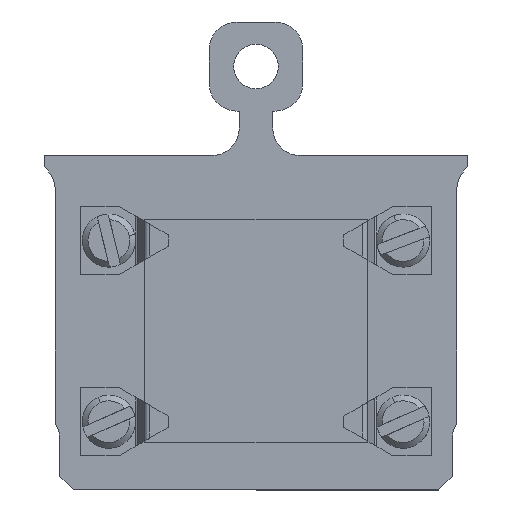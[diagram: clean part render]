
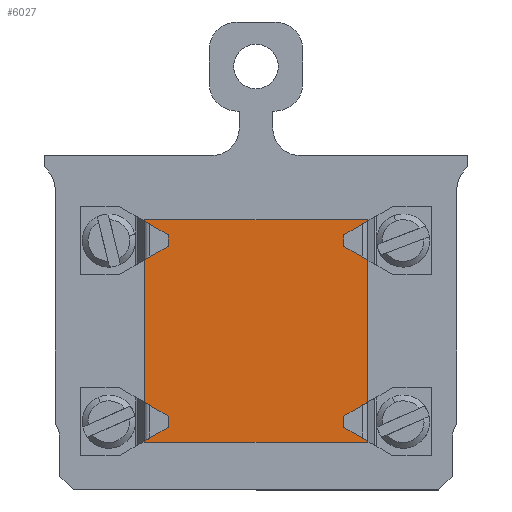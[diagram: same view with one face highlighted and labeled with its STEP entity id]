
A CAD part, top view. The second image highlights one B-rep face of the part: STEP entity #6027.
In plain terms, the highlighted planar face has unit normal (0, 0, 1).
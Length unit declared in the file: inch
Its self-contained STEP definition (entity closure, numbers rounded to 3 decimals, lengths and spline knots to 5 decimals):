
#511 = EDGE_CURVE ( 'NONE', #3369, #3363, #4418, .T. ) ;
#537 = EDGE_CURVE ( 'NONE', #3159, #3369, #4354, .T. ) ;
#554 = EDGE_CURVE ( 'NONE', #2712, #3159, #4325, .T. ) ;
#622 = EDGE_CURVE ( 'NONE', #3363, #2712, #6417, .T. ) ;
#1415 = AXIS2_PLACEMENT_3D ( 'NONE', #5613, #5357, #5032 ) ;
#2489 = FACE_OUTER_BOUND ( 'NONE', #3942, .T. ) ;
#2588 = CARTESIAN_POINT ( 'NONE',  ( -0.19685, 0.084, 0.05906 ) ) ;
#2653 = CARTESIAN_POINT ( 'NONE',  ( -0.19685, 0.4777, 0.05906 ) ) ;
#2712 = VERTEX_POINT ( 'NONE', #5248 ) ;
#2837 = CARTESIAN_POINT ( 'NONE',  ( 0.19685, 0.4777, 0.05906 ) ) ;
#2841 = DIRECTION ( 'NONE',  ( -1., 0., 0. ) ) ;
#2880 = DIRECTION ( 'NONE',  ( 0., 1., 0. ) ) ;
#2907 = DIRECTION ( 'NONE',  ( 1., 0., 0. ) ) ;
#3159 = VERTEX_POINT ( 'NONE', #4883 ) ;
#3363 = VERTEX_POINT ( 'NONE', #4954 ) ;
#3369 = VERTEX_POINT ( 'NONE', #4991 ) ;
#3403 = CARTESIAN_POINT ( 'NONE',  ( -0.19685, 0.4777, 0.05906 ) ) ;
#3404 = DIRECTION ( 'NONE',  ( 0., -1., 0. ) ) ;
#3767 = ORIENTED_EDGE ( 'NONE', *, *, #511, .T. ) ;
#3837 = ORIENTED_EDGE ( 'NONE', *, *, #554, .T. ) ;
#3875 = ORIENTED_EDGE ( 'NONE', *, *, #537, .T. ) ;
#3942 = EDGE_LOOP ( 'NONE', ( #4514, #3837, #3875, #3767 ) ) ;
#4321 = VECTOR ( 'NONE', #2907, 39.37008 ) ;
#4325 = LINE ( 'NONE', #2588, #4321 ) ;
#4351 = VECTOR ( 'NONE', #2880, 39.37008 ) ;
#4354 = LINE ( 'NONE', #2837, #4351 ) ;
#4418 = LINE ( 'NONE', #2653, #4487 ) ;
#4487 = VECTOR ( 'NONE', #2841, 39.37008 ) ;
#4514 = ORIENTED_EDGE ( 'NONE', *, *, #622, .T. ) ;
#4883 = CARTESIAN_POINT ( 'NONE',  ( 0.19685, 0.084, 0.05906 ) ) ;
#4954 = CARTESIAN_POINT ( 'NONE',  ( -0.19685, 0.4777, 0.05906 ) ) ;
#4991 = CARTESIAN_POINT ( 'NONE',  ( 0.19685, 0.4777, 0.05906 ) ) ;
#5032 = DIRECTION ( 'NONE',  ( 0., -1., 0. ) ) ;
#5248 = CARTESIAN_POINT ( 'NONE',  ( -0.19685, 0.084, 0.05906 ) ) ;
#5327 = PLANE ( 'NONE',  #1415 ) ;
#5357 = DIRECTION ( 'NONE',  ( 0., 0., 1. ) ) ;
#5613 = CARTESIAN_POINT ( 'NONE',  ( -0.19685, 0.4777, 0.05906 ) ) ;
#6027 = ADVANCED_FACE ( 'NONE', ( #2489 ), #5327, .T. ) ;
#6417 = LINE ( 'NONE', #3403, #6678 ) ;
#6678 = VECTOR ( 'NONE', #3404, 39.37008 ) ;
